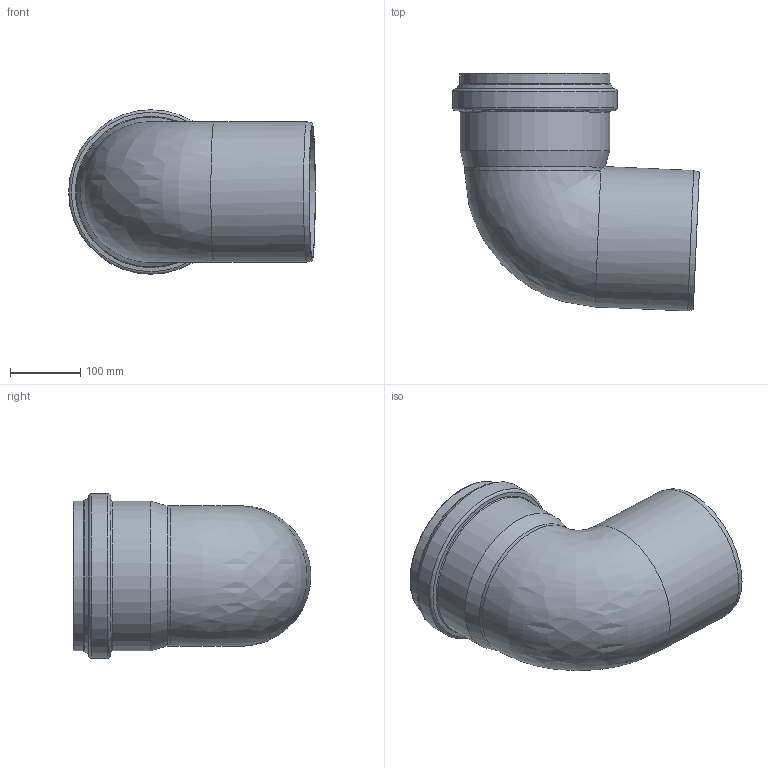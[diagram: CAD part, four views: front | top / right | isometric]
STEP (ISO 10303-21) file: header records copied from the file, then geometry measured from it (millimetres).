
FILE_DESCRIPTION(/* description */ (''),/* implementation_level */ '2;1');
FILE_NAME(/* name */ '771655 KG2000B Bogen DN_OD 200x87°.stp',/* time_stamp */ '2018-07-17T15:12:35+02:00',/* author */ ('user1'),/* organization */ (''),/* preprocessor_version */ 'ST-DEVELOPER v16.1',/* originating_system */ 'Autodesk Inventor 2016',/* authorisation */ '');
FILE_SCHEMA (('AUTOMOTIVE_DESIGN { 1 0 10303 214 3 1 1 }'));
Length unit declared in the file: millimetre
Products named in the file (1): 771655 KG2000B Bogen DN_OD 200x87°
Bounding box: 351.16 x 338.69 x 234.2 mm (x, y, z)
Volume: 1507603.2 mm3; surface area: 555911.7 mm2
Topology: 1 solids, 1 shells, 43 faces, 90 edges, 48 vertices
Faces by surface type: torus 14, cylinder 11, cone 10, bspline 5, plane 3
Full cylindrical faces by diameter (mm): 187.7 x2, 200.3 x1, 201.5 x1, 201.8 x2, 212.7 x1, 213.6 x1, 223 x1, 234.2 x1
Entity records: 1140 total; most frequent: CARTESIAN_POINT 365, DIRECTION 166, ORIENTED_EDGE 104, AXIS2_PLACEMENT_3D 83, EDGE_LOOP 80, EDGE_CURVE 52, VERTEX_POINT 46, FACE_OUTER_BOUND 43
